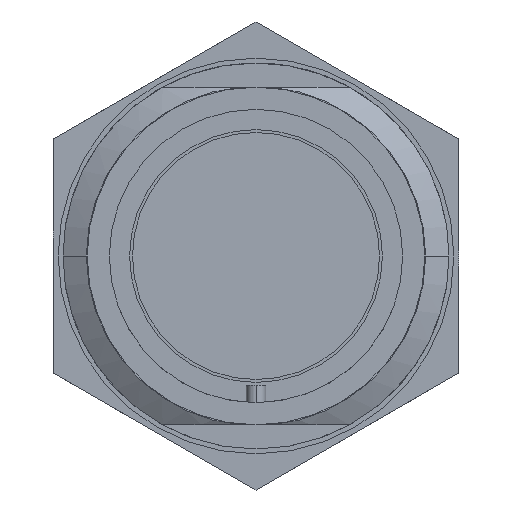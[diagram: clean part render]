
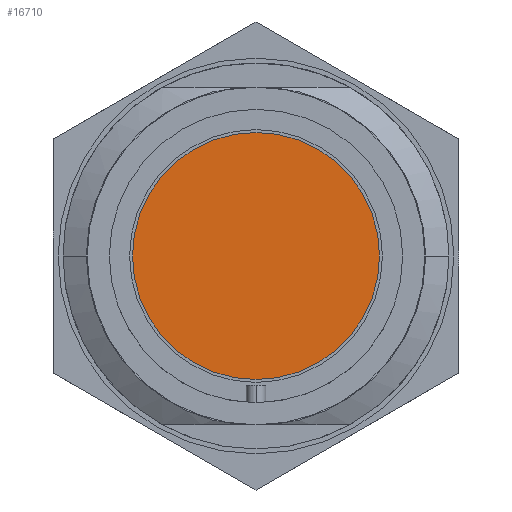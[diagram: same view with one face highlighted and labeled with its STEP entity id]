
A CAD part, left-side view. The second image highlights one B-rep face of the part: STEP entity #16710.
In plain terms, the highlighted planar face has unit normal (-1, 0, 0).
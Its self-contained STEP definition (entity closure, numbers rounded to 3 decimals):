
#16380=CARTESIAN_POINT('',(-4.327,3.401,0.));
#16390=VERTEX_POINT('',#16380);
#16420=CARTESIAN_POINT('',(-4.327,9.801,0.));
#16430=DIRECTION('',(1.,0.,0.));
#16440=DIRECTION('',(0.,-1.,0.));
#16450=AXIS2_PLACEMENT_3D('',#16420,#16430,#16440);
#16460=CIRCLE('',#16450,6.4);
#16470=CARTESIAN_POINT('',(-4.327,16.201,0.));
#16480=VERTEX_POINT('',#16470);
#16490=EDGE_CURVE('',#16480,#16390,#16460,.T.);
#16610=CARTESIAN_POINT('',(-4.327,6.601,0.));
#16620=DIRECTION('',(-1.,0.,0.));
#16630=DIRECTION('',(0.,1.,0.));
#16640=AXIS2_PLACEMENT_3D('',#16610,#16620,#16630);
#16650=PLANE('',#16640);
#16660=EDGE_CURVE('',#16390,#16480,#16460,.T.);
#16670=ORIENTED_EDGE('',*,*,#16660,.F.);
#16680=ORIENTED_EDGE('',*,*,#16490,.F.);
#16690=EDGE_LOOP('',(#16680,#16670));
#16700=FACE_OUTER_BOUND('',#16690,.T.);
#16710=ADVANCED_FACE('',(#16700),#16650,.T.);
